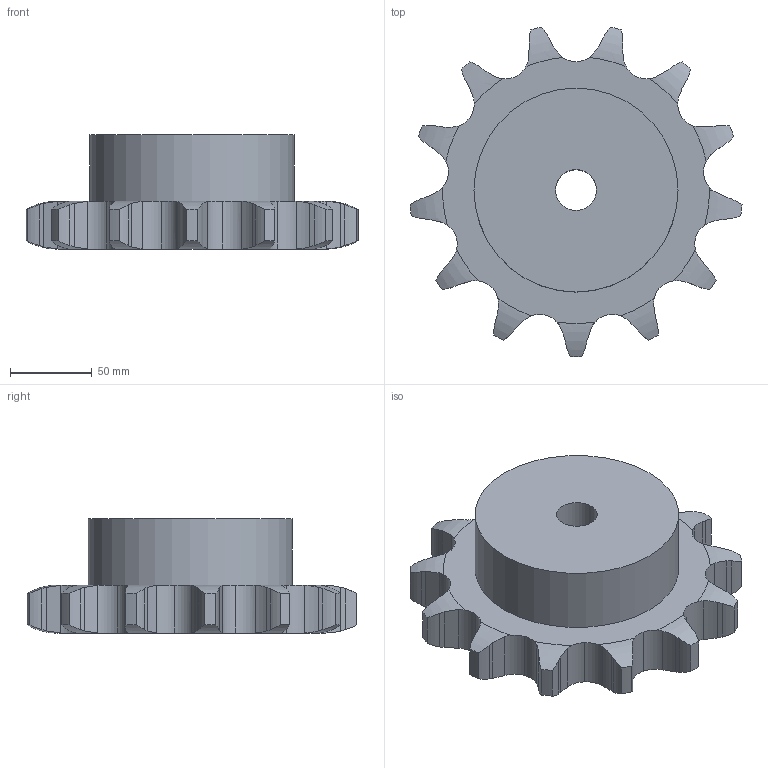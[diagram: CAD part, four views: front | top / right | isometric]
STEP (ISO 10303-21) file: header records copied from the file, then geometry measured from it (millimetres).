
FILE_DESCRIPTION(('FreeCAD Model'),'2;1');
FILE_NAME('Open CASCADE Shape Model','2021-06-27T08:34:17',('FreeCAD'),( 'FreeCAD'),'Open CASCADE STEP processor 7.4','FreeCAD','Unknown');
FILE_SCHEMA(('AUTOMOTIVE_DESIGN { 1 0 10303 214 1 1 1 1 }'));
Length unit declared in the file: millimetre
Products named in the file (1): Open CASCADE STEP translator 7.4 6
Bounding box: 203.42 x 201.99 x 70 mm (x, y, z)
Volume: 1170522.8 mm3; surface area: 93281.9 mm2
Topology: 1 solids, 1 shells, 151 faces, 442 edges, 295 vertices
Faces by surface type: cylinder 93, plane 30, torus 28
Full cylindrical faces by diameter (mm): 25 x1, 125 x1
Entity records: 13906 total; most frequent: CARTESIAN_POINT 6405, DIRECTION 1032, ORIENTED_EDGE 884, PCURVE 884, DEFINITIONAL_REPRESENTATION 884, B_SPLINE_CURVE_WITH_KNOTS 630, LINE 497, VECTOR 497
